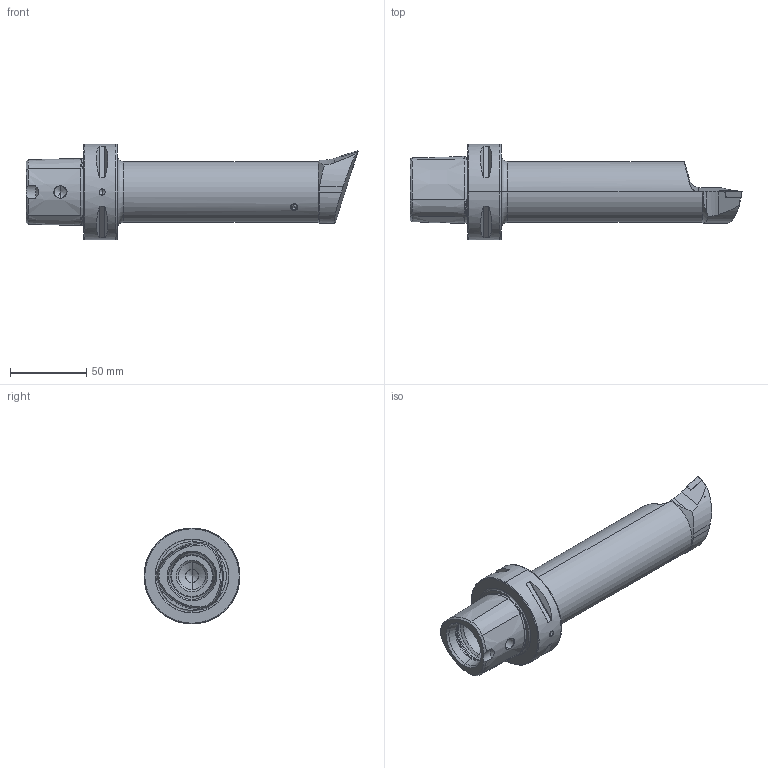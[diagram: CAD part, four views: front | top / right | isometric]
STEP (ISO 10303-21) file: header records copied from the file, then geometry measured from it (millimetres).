
FILE_DESCRIPTION (( 'STEP AP203' ), '1' );
FILE_NAME ('PS6-BDB.LQC.180.STEP', '2012-04-16T09:14:24', ( 'SwiAdmin' ), ( '' ), 'SwSTEP 2.0', 'SolidWorks 2012', '' );
FILE_SCHEMA (( 'CONFIG_CONTROL_DESIGN' ));
Length unit declared in the file: millimetre
Products named in the file (5): PS6-BDB.LQC.180; KVT_MB_600_050; WCB-ER2.001.009_A; DCMT11T304; PS6-BDB.LQC.180_A
Assembly tree (4 placements, depth 2):
  PS6-BDB.LQC.180
    PS6-BDB.LQC.180_A
    DCMT11T304
    WCB-ER2.001.009_A
    KVT_MB_600_050
Bounding box: 218 x 63 x 63 mm (x, y, z)
Volume: 262771 mm3; surface area: 42631 mm2
Topology: 5 solids, 5 shells, 287 faces, 697 edges, 412 vertices
Faces by surface type: cone 100, cylinder 76, plane 53, torus 38, bspline 16, sphere 4
Entity records: 9901 total; most frequent: CARTESIAN_POINT 3036, ORIENTED_EDGE 1352, DIRECTION 1313, EDGE_CURVE 676, AXIS2_PLACEMENT_3D 538, VERTEX_POINT 409, EDGE_LOOP 305, FACE_OUTER_BOUND 287
